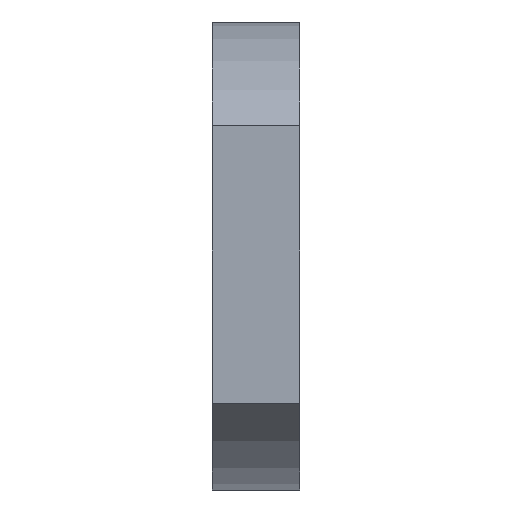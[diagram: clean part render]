
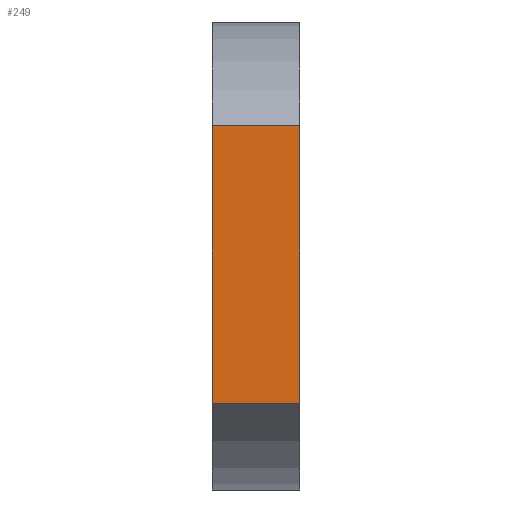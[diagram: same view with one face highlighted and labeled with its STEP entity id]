
A CAD part, left-side view. The second image highlights one B-rep face of the part: STEP entity #249.
In plain terms, the highlighted planar face has unit normal (-1, 0, 0).
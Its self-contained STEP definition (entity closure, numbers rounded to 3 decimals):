
#28 = VECTOR ( 'NONE', #406, 1000. ) ;
#34 = VERTEX_POINT ( 'NONE', #45 ) ;
#41 = EDGE_LOOP ( 'NONE', ( #768, #466, #59, #294 ) ) ;
#45 = CARTESIAN_POINT ( 'NONE',  ( -5.237, 0., 10.967 ) ) ;
#46 = DIRECTION ( 'NONE',  ( 0., -1., 0. ) ) ;
#51 = CARTESIAN_POINT ( 'NONE',  ( -5.237, 2., 4.644 ) ) ;
#59 = ORIENTED_EDGE ( 'NONE', *, *, #478, .F. ) ;
#187 = VERTEX_POINT ( 'NONE', #247 ) ;
#247 = CARTESIAN_POINT ( 'NONE',  ( -5.237, 2., 4.644 ) ) ;
#249 = ADVANCED_FACE ( 'NONE', ( #356 ), #701, .F. ) ;
#259 = DIRECTION ( 'NONE',  ( 0., 0., -1. ) ) ;
#294 = ORIENTED_EDGE ( 'NONE', *, *, #494, .T. ) ;
#356 = FACE_OUTER_BOUND ( 'NONE', #41, .T. ) ;
#359 = CARTESIAN_POINT ( 'NONE',  ( -5.237, 2., 10.967 ) ) ;
#388 = DIRECTION ( 'NONE',  ( 1., 0., 0. ) ) ;
#406 = DIRECTION ( 'NONE',  ( 0., 0., 1. ) ) ;
#458 = VECTOR ( 'NONE', #790, 1000. ) ;
#466 = ORIENTED_EDGE ( 'NONE', *, *, #637, .F. ) ;
#468 = CARTESIAN_POINT ( 'NONE',  ( -5.237, 2., 0. ) ) ;
#478 = EDGE_CURVE ( 'NONE', #187, #789, #594, .T. ) ;
#494 = EDGE_CURVE ( 'NONE', #187, #530, #652, .T. ) ;
#495 = LINE ( 'NONE', #359, #458 ) ;
#530 = VERTEX_POINT ( 'NONE', #646 ) ;
#549 = DIRECTION ( 'NONE',  ( 0., 0., 1. ) ) ;
#576 = EDGE_CURVE ( 'NONE', #530, #34, #675, .T. ) ;
#594 = LINE ( 'NONE', #468, #28 ) ;
#602 = VECTOR ( 'NONE', #46, 1000. ) ;
#631 = CARTESIAN_POINT ( 'NONE',  ( -5.237, 2., 0. ) ) ;
#637 = EDGE_CURVE ( 'NONE', #789, #34, #495, .T. ) ;
#646 = CARTESIAN_POINT ( 'NONE',  ( -5.237, 0., 4.644 ) ) ;
#652 = LINE ( 'NONE', #51, #602 ) ;
#675 = LINE ( 'NONE', #739, #721 ) ;
#701 = PLANE ( 'NONE',  #783 ) ;
#721 = VECTOR ( 'NONE', #549, 1000. ) ;
#739 = CARTESIAN_POINT ( 'NONE',  ( -5.237, 0., 0. ) ) ;
#752 = CARTESIAN_POINT ( 'NONE',  ( -5.237, 2., 10.967 ) ) ;
#768 = ORIENTED_EDGE ( 'NONE', *, *, #576, .T. ) ;
#783 = AXIS2_PLACEMENT_3D ( 'NONE', #631, #388, #259 ) ;
#789 = VERTEX_POINT ( 'NONE', #752 ) ;
#790 = DIRECTION ( 'NONE',  ( 0., -1., 0. ) ) ;
